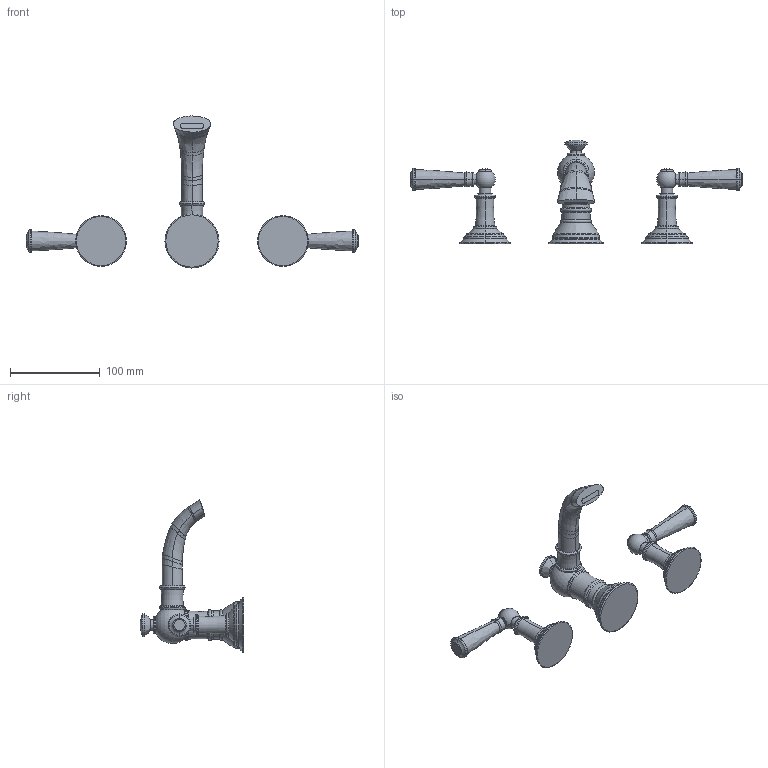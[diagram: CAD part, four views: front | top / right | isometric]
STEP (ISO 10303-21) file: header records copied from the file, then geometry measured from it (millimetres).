
FILE_DESCRIPTION((''),'2;1');
FILE_NAME('2430','2020-11-27T11:13:35',('jinson.thomas'),(''),'CREO PARAMETRIC BY PTC INC, 2018400','CREO PARAMETRIC BY PTC INC, 2018400','');
FILE_SCHEMA(('CONFIG_CONTROL_DESIGN'));
Length unit declared in the file: inch
Products named in the file (1): 2430
Bounding box: 370.84 x 115.87 x 169.94 mm (x, y, z)
Volume: 304265.6 mm3; surface area: 58600.9 mm2
Topology: 3 solids, 3 shells, 279 faces, 607 edges, 343 vertices
Faces by surface type: torus 140, bspline 46, cylinder 44, plane 31, sphere 12, cone 6
Entity records: 9706 total; most frequent: CARTESIAN_POINT 3552, DIRECTION 1465, ORIENTED_EDGE 1190, AXIS2_PLACEMENT_3D 695, EDGE_CURVE 595, CIRCLE 462, VERTEX_POINT 343, EDGE_LOOP 300
